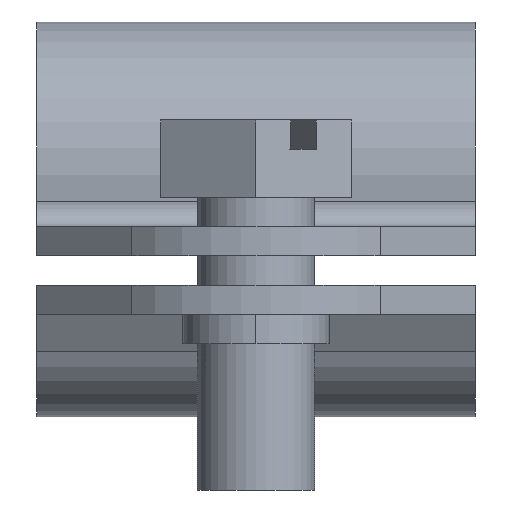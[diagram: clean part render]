
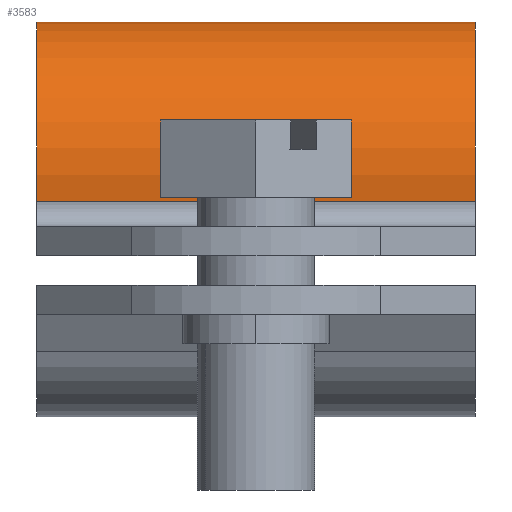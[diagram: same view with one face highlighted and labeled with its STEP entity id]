
A CAD part, left-side view. The second image highlights one B-rep face of the part: STEP entity #3583.
In plain terms, the highlighted cylindrical face has radius 10.5 mm (diameter 21 mm), a partial arc.
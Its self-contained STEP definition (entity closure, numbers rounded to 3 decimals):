
#127 = AXIS2_PLACEMENT_3D ( 'NONE', #1760, #961, #2309 ) ;
#146 = CYLINDRICAL_SURFACE ( 'NONE', #844, 10.5 ) ;
#382 = VECTOR ( 'NONE', #1902, 1000. ) ;
#436 = DIRECTION ( 'NONE',  ( 1., 0., 0. ) ) ;
#466 = ORIENTED_EDGE ( 'NONE', *, *, #487, .T. ) ;
#487 = EDGE_CURVE ( 'NONE', #524, #822, #2976, .T. ) ;
#524 = VERTEX_POINT ( 'NONE', #1270 ) ;
#635 = EDGE_LOOP ( 'NONE', ( #1630, #466, #3309, #2060 ) ) ;
#645 = CARTESIAN_POINT ( 'NONE',  ( 97.639, 30.568, 24.123 ) ) ;
#681 = VERTEX_POINT ( 'NONE', #2774 ) ;
#716 = FACE_OUTER_BOUND ( 'NONE', #635, .T. ) ;
#794 = VERTEX_POINT ( 'NONE', #645 ) ;
#822 = VERTEX_POINT ( 'NONE', #3432 ) ;
#844 = AXIS2_PLACEMENT_3D ( 'NONE', #1848, #1244, #3463 ) ;
#961 = DIRECTION ( 'NONE',  ( 0., -1., 0. ) ) ;
#1000 = LINE ( 'NONE', #1263, #382 ) ;
#1203 = LINE ( 'NONE', #3160, #1970 ) ;
#1244 = DIRECTION ( 'NONE',  ( 0., -1., 0. ) ) ;
#1263 = CARTESIAN_POINT ( 'NONE',  ( 97.639, 30.568, 24.123 ) ) ;
#1270 = CARTESIAN_POINT ( 'NONE',  ( 97.639, 60.568, 24.123 ) ) ;
#1630 = ORIENTED_EDGE ( 'NONE', *, *, #3578, .T. ) ;
#1724 = AXIS2_PLACEMENT_3D ( 'NONE', #3188, #1840, #436 ) ;
#1760 = CARTESIAN_POINT ( 'NONE',  ( 87.286, 60.568, 25.873 ) ) ;
#1794 = DIRECTION ( 'NONE',  ( 0., 1., 0. ) ) ;
#1840 = DIRECTION ( 'NONE',  ( 0., -1., 0. ) ) ;
#1848 = CARTESIAN_POINT ( 'NONE',  ( 87.286, 30.568, 25.873 ) ) ;
#1902 = DIRECTION ( 'NONE',  ( 0., 1., 0. ) ) ;
#1970 = VECTOR ( 'NONE', #1794, 1000. ) ;
#2044 = EDGE_CURVE ( 'NONE', #794, #681, #3560, .T. ) ;
#2060 = ORIENTED_EDGE ( 'NONE', *, *, #2044, .F. ) ;
#2309 = DIRECTION ( 'NONE',  ( 1., 0., 0. ) ) ;
#2774 = CARTESIAN_POINT ( 'NONE',  ( 76.933, 30.568, 24.123 ) ) ;
#2976 = CIRCLE ( 'NONE', #127, 10.5 ) ;
#3160 = CARTESIAN_POINT ( 'NONE',  ( 76.933, 30.568, 24.123 ) ) ;
#3188 = CARTESIAN_POINT ( 'NONE',  ( 87.286, 30.568, 25.873 ) ) ;
#3309 = ORIENTED_EDGE ( 'NONE', *, *, #3517, .F. ) ;
#3432 = CARTESIAN_POINT ( 'NONE',  ( 76.933, 60.568, 24.123 ) ) ;
#3463 = DIRECTION ( 'NONE',  ( 1., 0., 0. ) ) ;
#3517 = EDGE_CURVE ( 'NONE', #681, #822, #1203, .T. ) ;
#3560 = CIRCLE ( 'NONE', #1724, 10.5 ) ;
#3578 = EDGE_CURVE ( 'NONE', #794, #524, #1000, .T. ) ;
#3583 = ADVANCED_FACE ( 'NONE', ( #716 ), #146, .T. ) ;
